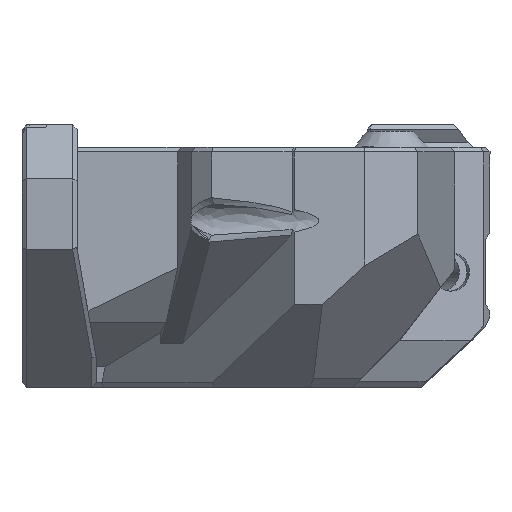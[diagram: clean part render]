
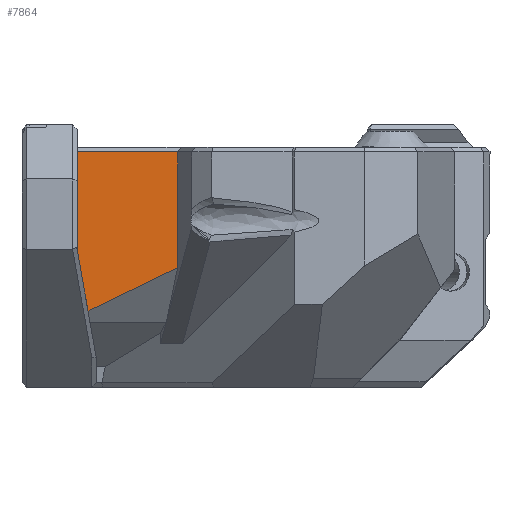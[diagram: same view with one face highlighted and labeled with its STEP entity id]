
A CAD part, left-side view. The second image highlights one B-rep face of the part: STEP entity #7864.
In plain terms, the highlighted planar face has unit normal (-1, 0, 0).
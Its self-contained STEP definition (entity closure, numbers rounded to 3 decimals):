
#604=FACE_OUTER_BOUND('',#1067,.T.);
#1067=EDGE_LOOP('',(#5826,#5827,#5828,#5829,#5830));
#1760=LINE('',#12629,#2584);
#1761=LINE('',#12631,#2585);
#1762=LINE('',#12633,#2586);
#1763=LINE('',#12635,#2587);
#1764=LINE('',#12636,#2588);
#2584=VECTOR('',#9742,1000.);
#2585=VECTOR('',#9743,1000.);
#2586=VECTOR('',#9744,1000.);
#2587=VECTOR('',#9745,1000.);
#2588=VECTOR('',#9746,1000.);
#3455=VERTEX_POINT('',#12627);
#3456=VERTEX_POINT('',#12628);
#3457=VERTEX_POINT('',#12630);
#3458=VERTEX_POINT('',#12632);
#3459=VERTEX_POINT('',#12634);
#4339=EDGE_CURVE('',#3455,#3456,#1760,.T.);
#4340=EDGE_CURVE('',#3456,#3457,#1761,.T.);
#4341=EDGE_CURVE('',#3458,#3457,#1762,.T.);
#4342=EDGE_CURVE('',#3459,#3458,#1763,.T.);
#4343=EDGE_CURVE('',#3459,#3455,#1764,.T.);
#5826=ORIENTED_EDGE('',*,*,#4339,.T.);
#5827=ORIENTED_EDGE('',*,*,#4340,.T.);
#5828=ORIENTED_EDGE('',*,*,#4341,.F.);
#5829=ORIENTED_EDGE('',*,*,#4342,.F.);
#5830=ORIENTED_EDGE('',*,*,#4343,.T.);
#7501=PLANE('',#8460);
#7864=ADVANCED_FACE('',(#604),#7501,.T.);
#8460=AXIS2_PLACEMENT_3D('',#12626,#9740,#9741);
#9740=DIRECTION('center_axis',(-1.,0.,0.));
#9741=DIRECTION('ref_axis',(0.,-1.,0.));
#9742=DIRECTION('',(0.,0.,1.));
#9743=DIRECTION('',(0.,1.,0.));
#9744=DIRECTION('',(0.,0.,1.));
#9745=DIRECTION('',(0.,0.174,0.985));
#9746=DIRECTION('',(0.,-0.901,0.435));
#12626=CARTESIAN_POINT('Origin',(-12.879,1.321,16.68));
#12627=CARTESIAN_POINT('',(-12.879,3.617,10.571));
#12628=CARTESIAN_POINT('',(-12.879,3.617,20.8));
#12629=CARTESIAN_POINT('',(-12.879,3.617,16.68));
#12630=CARTESIAN_POINT('',(-12.879,12.5,20.8));
#12631=CARTESIAN_POINT('',(-12.879,1.321,20.8));
#12632=CARTESIAN_POINT('',(-12.879,12.5,12.16));
#12633=CARTESIAN_POINT('',(-12.879,12.5,16.68));
#12634=CARTESIAN_POINT('',(-12.879,11.544,6.745));
#12635=CARTESIAN_POINT('',(-12.879,12.936,14.628));
#12636=CARTESIAN_POINT('',(-12.879,-0.636,12.624));
